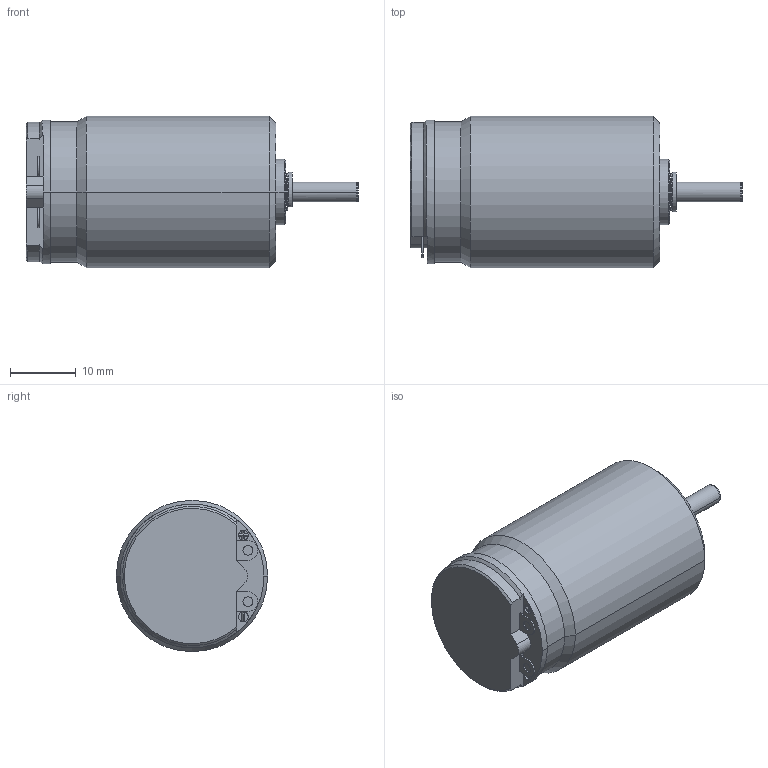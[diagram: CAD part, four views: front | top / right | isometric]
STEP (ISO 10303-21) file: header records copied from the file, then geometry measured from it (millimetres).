
FILE_DESCRIPTION((''),'2;1');
FILE_NAME('23GSTOUTLINE_1','2015-11-27T',('vinayak.bharmal'),(''),'PRO/ENGINEER BY PARAMETRIC TECHNOLOGY CORPORATION, 2014310','PRO/ENGINEER BY PARAMETRIC TECHNOLOGY CORPORATION, 2014310','');
FILE_SCHEMA(('CONFIG_CONTROL_DESIGN'));
Length unit declared in the file: millimetre
Products named in the file (1): 23GSTOUTLINE_1
Bounding box: 50.5 x 23 x 23 mm (x, y, z)
Volume: 15351.1 mm3; surface area: 3892.5 mm2
Topology: 1 solids, 7 shells, 140 faces, 353 edges, 221 vertices
Faces by surface type: cylinder 61, plane 53, cone 22, torus 4
Entity records: 4221 total; most frequent: DIRECTION 773, CARTESIAN_POINT 753, ORIENTED_EDGE 658, EDGE_CURVE 341, AXIS2_PLACEMENT_3D 308, VERTEX_POINT 221, CIRCLE 167, EDGE_LOOP 166
